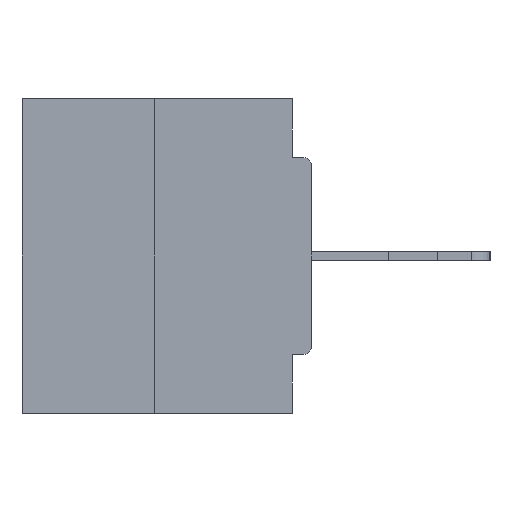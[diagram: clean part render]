
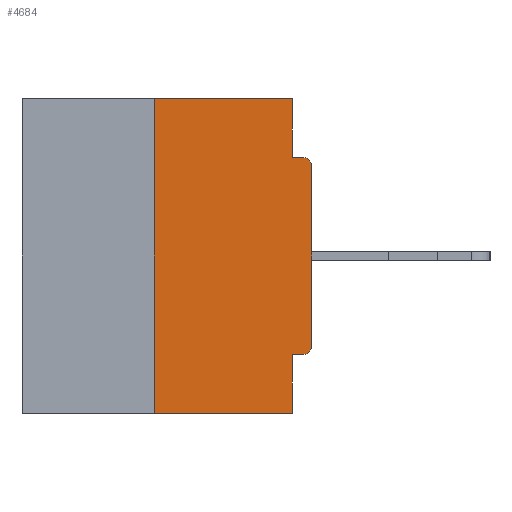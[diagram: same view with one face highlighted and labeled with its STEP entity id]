
A CAD part, left-side view. The second image highlights one B-rep face of the part: STEP entity #4684.
In plain terms, the highlighted planar face has unit normal (-1, 0, 0).
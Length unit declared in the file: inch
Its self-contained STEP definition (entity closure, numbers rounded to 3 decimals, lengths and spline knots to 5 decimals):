
#623 = VECTOR ( 'NONE', #26248, 39.37008 ) ;
#791 = VERTEX_POINT ( 'NONE', #24016 ) ;
#1128 = VECTOR ( 'NONE', #18793, 39.37008 ) ;
#2082 = PLANE ( 'NONE',  #25319 ) ;
#2301 = ORIENTED_EDGE ( 'NONE', *, *, #18344, .F. ) ;
#2840 = CARTESIAN_POINT ( 'NONE',  ( 0., 0.25, -0.5 ) ) ;
#3050 = VERTEX_POINT ( 'NONE', #24874 ) ;
#3167 = CARTESIAN_POINT ( 'NONE',  ( 0., 0., -0.4065 ) ) ;
#3633 = EDGE_CURVE ( 'NONE', #4006, #791, #28755, .T. ) ;
#4006 = VERTEX_POINT ( 'NONE', #37556 ) ;
#4386 = CARTESIAN_POINT ( 'NONE',  ( 0., 0.015, -0.0935 ) ) ;
#4684 = ADVANCED_FACE ( 'NONE', ( #4844 ), #2082, .F. ) ;
#4813 = CARTESIAN_POINT ( 'NONE',  ( 0., 0.015, -0.3915 ) ) ;
#4844 = FACE_OUTER_BOUND ( 'NONE', #20049, .T. ) ;
#5627 = DIRECTION ( 'NONE',  ( 1., 0., 0. ) ) ;
#6335 = ORIENTED_EDGE ( 'NONE', *, *, #10751, .F. ) ;
#7078 = VECTOR ( 'NONE', #20756, 39.37008 ) ;
#7307 = ORIENTED_EDGE ( 'NONE', *, *, #8191, .T. ) ;
#7918 = VERTEX_POINT ( 'NONE', #4386 ) ;
#8191 = EDGE_CURVE ( 'NONE', #33784, #21341, #34888, .T. ) ;
#10222 = DIRECTION ( 'NONE',  ( 0., -1., 0. ) ) ;
#10751 = EDGE_CURVE ( 'NONE', #26516, #31875, #30126, .T. ) ;
#11096 = DIRECTION ( 'NONE',  ( 0., 0., -1. ) ) ;
#11758 = ORIENTED_EDGE ( 'NONE', *, *, #30000, .F. ) ;
#11952 = VECTOR ( 'NONE', #14770, 39.37008 ) ;
#12737 = EDGE_CURVE ( 'NONE', #17424, #19595, #34473, .T. ) ;
#13380 = CARTESIAN_POINT ( 'NONE',  ( 0., 0.46, -0.5 ) ) ;
#13475 = CARTESIAN_POINT ( 'NONE',  ( 0., 0., -0.1085 ) ) ;
#13629 = DIRECTION ( 'NONE',  ( -1., 0., 0. ) ) ;
#14059 = DIRECTION ( 'NONE',  ( -1., 0., 0. ) ) ;
#14370 = ORIENTED_EDGE ( 'NONE', *, *, #22381, .F. ) ;
#14770 = DIRECTION ( 'NONE',  ( 0., -1., 0. ) ) ;
#16620 = VECTOR ( 'NONE', #29334, 39.37008 ) ;
#16783 = ORIENTED_EDGE ( 'NONE', *, *, #17298, .T. ) ;
#17298 = EDGE_CURVE ( 'NONE', #26516, #33784, #24412, .T. ) ;
#17424 = VERTEX_POINT ( 'NONE', #2840 ) ;
#17612 = CARTESIAN_POINT ( 'NONE',  ( 0., 0.25, 0. ) ) ;
#18344 = EDGE_CURVE ( 'NONE', #31875, #19595, #33456, .T. ) ;
#18475 = CARTESIAN_POINT ( 'NONE',  ( 0., 0.031, -0.5 ) ) ;
#18670 = CARTESIAN_POINT ( 'NONE',  ( 0., 0.031, -0.5 ) ) ;
#18774 = AXIS2_PLACEMENT_3D ( 'NONE', #4813, #14059, #11096 ) ;
#18793 = DIRECTION ( 'NONE',  ( 0., 0., -1. ) ) ;
#19502 = CARTESIAN_POINT ( 'NONE',  ( 0., 0., 0. ) ) ;
#19578 = AXIS2_PLACEMENT_3D ( 'NONE', #30779, #13629, #34529 ) ;
#19595 = VERTEX_POINT ( 'NONE', #18670 ) ;
#20049 = EDGE_LOOP ( 'NONE', ( #32751, #11758, #20375, #2301, #6335, #16783, #7307, #20318, #27625, #14370 ) ) ;
#20318 = ORIENTED_EDGE ( 'NONE', *, *, #27644, .T. ) ;
#20375 = ORIENTED_EDGE ( 'NONE', *, *, #12737, .T. ) ;
#20756 = DIRECTION ( 'NONE',  ( 0., 0., 1. ) ) ;
#21341 = VERTEX_POINT ( 'NONE', #13475 ) ;
#21496 = VECTOR ( 'NONE', #25599, 39.37008 ) ;
#22381 = EDGE_CURVE ( 'NONE', #791, #3050, #28243, .T. ) ;
#23611 = LINE ( 'NONE', #29713, #11952 ) ;
#23630 = DIRECTION ( 'NONE',  ( 0., 1., 0. ) ) ;
#24016 = CARTESIAN_POINT ( 'NONE',  ( 0., 0.031, 0. ) ) ;
#24412 = CIRCLE ( 'NONE', #18774, 0.015 ) ;
#24874 = CARTESIAN_POINT ( 'NONE',  ( 0., 0.031, -0.0935 ) ) ;
#25275 = CARTESIAN_POINT ( 'NONE',  ( 0., 0.031, 0. ) ) ;
#25319 = AXIS2_PLACEMENT_3D ( 'NONE', #29441, #5627, #31820 ) ;
#25487 = CARTESIAN_POINT ( 'NONE',  ( 0., 0.031, -0.4065 ) ) ;
#25599 = DIRECTION ( 'NONE',  ( 0., -1., 0. ) ) ;
#26248 = DIRECTION ( 'NONE',  ( 0., 0., -1. ) ) ;
#26516 = VERTEX_POINT ( 'NONE', #26741 ) ;
#26736 = VECTOR ( 'NONE', #10222, 39.37008 ) ;
#26741 = CARTESIAN_POINT ( 'NONE',  ( 0., 0.015, -0.4065 ) ) ;
#27625 = ORIENTED_EDGE ( 'NONE', *, *, #37840, .F. ) ;
#27644 = EDGE_CURVE ( 'NONE', #21341, #7918, #33429, .T. ) ;
#28243 = LINE ( 'NONE', #25275, #1128 ) ;
#28755 = LINE ( 'NONE', #37455, #21496 ) ;
#29214 = VECTOR ( 'NONE', #23630, 39.37008 ) ;
#29334 = DIRECTION ( 'NONE',  ( 0., 0., 1. ) ) ;
#29441 = CARTESIAN_POINT ( 'NONE',  ( 0., 0.46, 0. ) ) ;
#29713 = CARTESIAN_POINT ( 'NONE',  ( 0., 0., -0.0935 ) ) ;
#30000 = EDGE_CURVE ( 'NONE', #17424, #4006, #32589, .T. ) ;
#30126 = LINE ( 'NONE', #3167, #29214 ) ;
#30748 = CARTESIAN_POINT ( 'NONE',  ( 0., 0., -0.3915 ) ) ;
#30779 = CARTESIAN_POINT ( 'NONE',  ( 0., 0.015, -0.1085 ) ) ;
#31820 = DIRECTION ( 'NONE',  ( 0., 0., -1. ) ) ;
#31875 = VERTEX_POINT ( 'NONE', #25487 ) ;
#32589 = LINE ( 'NONE', #17612, #7078 ) ;
#32751 = ORIENTED_EDGE ( 'NONE', *, *, #3633, .F. ) ;
#33429 = CIRCLE ( 'NONE', #19578, 0.015 ) ;
#33456 = LINE ( 'NONE', #18475, #623 ) ;
#33784 = VERTEX_POINT ( 'NONE', #30748 ) ;
#34473 = LINE ( 'NONE', #13380, #26736 ) ;
#34529 = DIRECTION ( 'NONE',  ( 0., 0., -1. ) ) ;
#34888 = LINE ( 'NONE', #19502, #16620 ) ;
#37455 = CARTESIAN_POINT ( 'NONE',  ( 0., 0.46, 0. ) ) ;
#37556 = CARTESIAN_POINT ( 'NONE',  ( 0., 0.25, 0. ) ) ;
#37840 = EDGE_CURVE ( 'NONE', #3050, #7918, #23611, .T. ) ;
